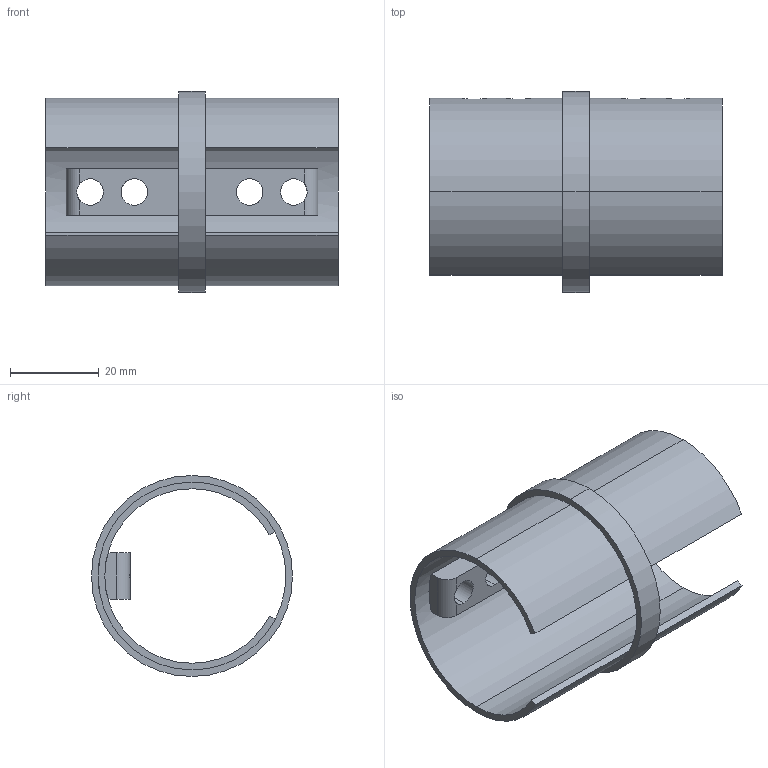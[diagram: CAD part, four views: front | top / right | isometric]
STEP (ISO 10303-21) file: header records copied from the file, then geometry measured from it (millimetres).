
FILE_DESCRIPTION (( 'STEP AP203' ), '1' );
FILE_NAME ('3D_GN6054-42.4_188461250.STEP', '2024-09-24T17:33:31', ( '' ), ( '' ), 'SwSTEP 2.0', 'SolidWorks 2024', '' );
FILE_SCHEMA (( 'CONFIG_CONTROL_DESIGN' ));
Length unit declared in the file: millimetre
Products named in the file (1): 3D_GN6054-42.4_188461250
Bounding box: 66 x 45.4 x 45.4 mm (x, y, z)
Volume: 14395.5 mm3; surface area: 16525.1 mm2
Topology: 1 solids, 1 shells, 41 faces, 112 edges, 72 vertices
Faces by surface type: cylinder 22, plane 11, bspline 8
Entity records: 7369 total; most frequent: CARTESIAN_POINT 6280, ORIENTED_EDGE 224, DIRECTION 190, EDGE_CURVE 112, AXIS2_PLACEMENT_3D 74, VERTEX_POINT 72, EDGE_LOOP 50, LINE 42
